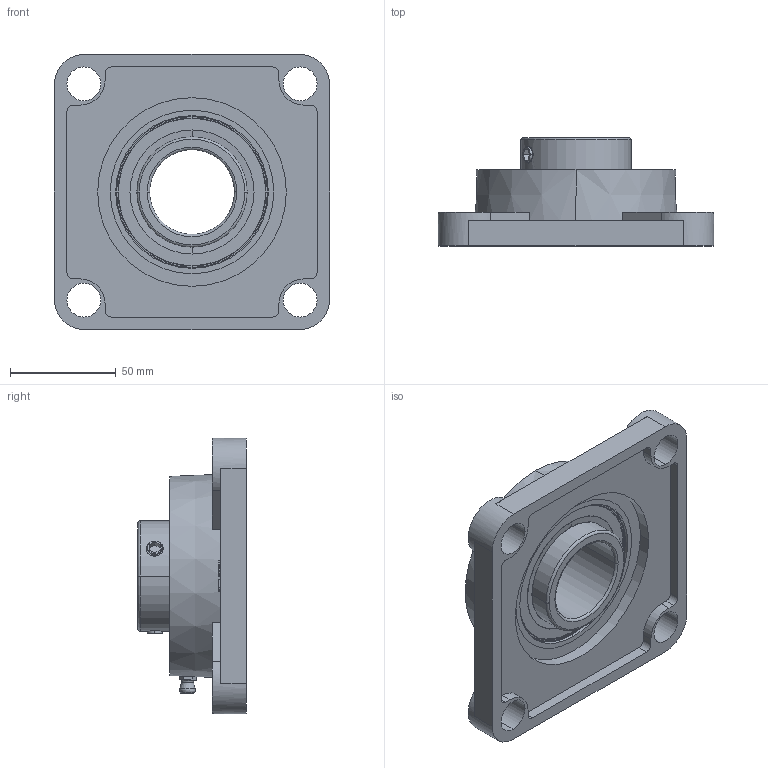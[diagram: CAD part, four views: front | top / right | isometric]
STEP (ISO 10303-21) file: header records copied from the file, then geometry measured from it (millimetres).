
FILE_DESCRIPTION((''),'2;1');
FILE_NAME('UCF208_ASM','2017-02-22T',('giuseppe.caruso'),(''),'CREO PARAMETRIC BY PTC INC, 2014500','CREO PARAMETRIC BY PTC INC, 2014500','');
FILE_SCHEMA(('CONFIG_CONTROL_DESIGN'));
Length unit declared in the file: millimetre
Products named in the file (4): F208; UC208; INGRASSATORE; UCF208_ASM
Assembly tree (3 placements, depth 2):
  UCF208_ASM
    F208
    UC208
    INGRASSATORE
Bounding box: 130 x 51.2 x 130 mm (x, y, z)
Volume: 219333.4 mm3; surface area: 98125.2 mm2
Topology: 35 solids, 38 shells, 923 faces, 2444 edges, 1594 vertices
Faces by surface type: plane 703, cylinder 122, bspline 38, cone 24, sphere 22, torus 14
Entity records: 29441 total; most frequent: CARTESIAN_POINT 6350, ORIENTED_EDGE 4800, DIRECTION 4616, EDGE_CURVE 2408, VECTOR 1928, LINE 1928, VERTEX_POINT 1594, AXIS2_PLACEMENT_3D 1344
